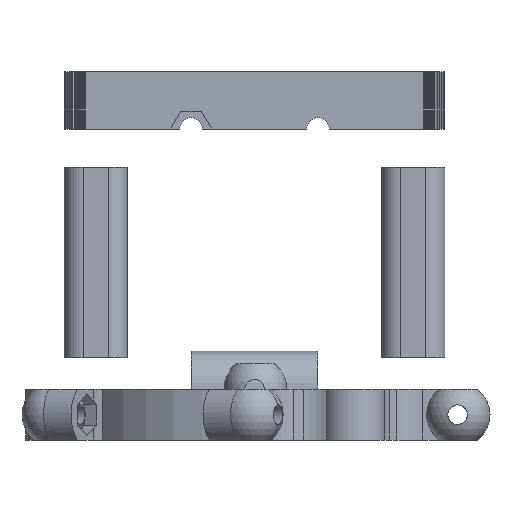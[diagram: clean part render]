
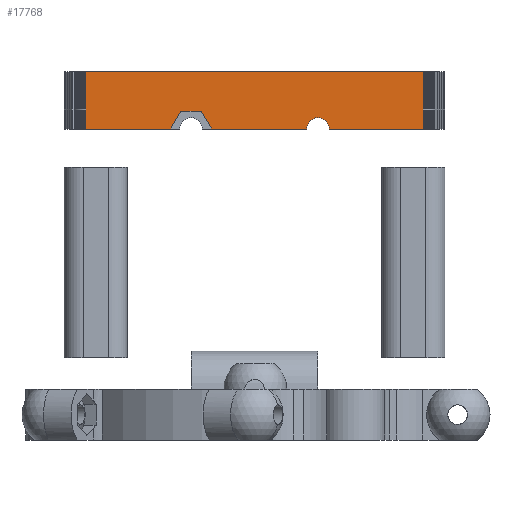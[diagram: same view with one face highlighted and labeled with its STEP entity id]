
A CAD part, left-side view. The second image highlights one B-rep face of the part: STEP entity #17768.
In plain terms, the highlighted planar face has unit normal (-1, 0, 0).
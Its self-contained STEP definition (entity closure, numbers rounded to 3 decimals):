
#16122 = VERTEX_POINT('',#16123);
#16123 = CARTESIAN_POINT('',(-10.999,13.25,41.));
#16129 = EDGE_CURVE('',#16122,#16130,#16132,.T.);
#16130 = VERTEX_POINT('',#16131);
#16131 = CARTESIAN_POINT('',(-10.999,26.564,41.));
#16132 = LINE('',#16133,#16134);
#16133 = CARTESIAN_POINT('',(-10.999,-26.564,41.));
#16134 = VECTOR('',#16135,1.);
#16135 = DIRECTION('',(0.,1.,0.));
#16496 = VERTEX_POINT('',#16497);
#16497 = CARTESIAN_POINT('',(-10.999,11.625,43.815));
#16503 = EDGE_CURVE('',#16122,#16496,#16504,.T.);
#16504 = LINE('',#16505,#16506);
#16505 = CARTESIAN_POINT('',(-10.999,9.807,
    46.964));
#16506 = VECTOR('',#16507,1.);
#16507 = DIRECTION('',(0.,-0.5,0.866));
#17749 = EDGE_CURVE('',#16130,#17750,#17752,.T.);
#17750 = VERTEX_POINT('',#17751);
#17751 = CARTESIAN_POINT('',(-10.999,26.564,50.));
#17752 = LINE('',#17753,#17754);
#17753 = CARTESIAN_POINT('',(-10.999,26.564,41.));
#17754 = VECTOR('',#17755,1.);
#17755 = DIRECTION('',(0.,0.,1.));
#17768 = ADVANCED_FACE('',(#17769),#17829,.T.);
#17769 = FACE_BOUND('',#17770,.T.);
#17770 = EDGE_LOOP('',(#17771,#17781,#17787,#17788,#17789,#17790,#17798,
    #17806,#17814,#17823));
#17771 = ORIENTED_EDGE('',*,*,#17772,.T.);
#17772 = EDGE_CURVE('',#17773,#17775,#17777,.T.);
#17773 = VERTEX_POINT('',#17774);
#17774 = CARTESIAN_POINT('',(-10.999,-26.564,41.));
#17775 = VERTEX_POINT('',#17776);
#17776 = CARTESIAN_POINT('',(-10.999,-26.564,50.));
#17777 = LINE('',#17778,#17779);
#17778 = CARTESIAN_POINT('',(-10.999,-26.564,41.));
#17779 = VECTOR('',#17780,1.);
#17780 = DIRECTION('',(0.,0.,1.));
#17781 = ORIENTED_EDGE('',*,*,#17782,.T.);
#17782 = EDGE_CURVE('',#17775,#17750,#17783,.T.);
#17783 = LINE('',#17784,#17785);
#17784 = CARTESIAN_POINT('',(-10.999,-26.564,50.));
#17785 = VECTOR('',#17786,1.);
#17786 = DIRECTION('',(0.,1.,0.));
#17787 = ORIENTED_EDGE('',*,*,#17749,.F.);
#17788 = ORIENTED_EDGE('',*,*,#16129,.F.);
#17789 = ORIENTED_EDGE('',*,*,#16503,.T.);
#17790 = ORIENTED_EDGE('',*,*,#17791,.T.);
#17791 = EDGE_CURVE('',#16496,#17792,#17794,.T.);
#17792 = VERTEX_POINT('',#17793);
#17793 = CARTESIAN_POINT('',(-10.999,8.375,43.815));
#17794 = LINE('',#17795,#17796);
#17795 = CARTESIAN_POINT('',(-10.999,4.188,43.815));
#17796 = VECTOR('',#17797,1.);
#17797 = DIRECTION('',(0.,-1.,0.));
#17798 = ORIENTED_EDGE('',*,*,#17799,.T.);
#17799 = EDGE_CURVE('',#17792,#17800,#17802,.T.);
#17800 = VERTEX_POINT('',#17801);
#17801 = CARTESIAN_POINT('',(-10.999,6.75,41.));
#17802 = LINE('',#17803,#17804);
#17803 = CARTESIAN_POINT('',(-10.999,6.881,
    41.226));
#17804 = VECTOR('',#17805,1.);
#17805 = DIRECTION('',(0.,-0.5,-0.866));
#17806 = ORIENTED_EDGE('',*,*,#17807,.F.);
#17807 = EDGE_CURVE('',#17808,#17800,#17810,.T.);
#17808 = VERTEX_POINT('',#17809);
#17809 = CARTESIAN_POINT('',(-10.999,-8.2,41.));
#17810 = LINE('',#17811,#17812);
#17811 = CARTESIAN_POINT('',(-10.999,-26.564,41.));
#17812 = VECTOR('',#17813,1.);
#17813 = DIRECTION('',(0.,1.,0.));
#17814 = ORIENTED_EDGE('',*,*,#17815,.T.);
#17815 = EDGE_CURVE('',#17808,#17816,#17818,.T.);
#17816 = VERTEX_POINT('',#17817);
#17817 = CARTESIAN_POINT('',(-10.999,-11.8,41.));
#17818 = CIRCLE('',#17819,1.8);
#17819 = AXIS2_PLACEMENT_3D('',#17820,#17821,#17822);
#17820 = CARTESIAN_POINT('',(-10.999,-10.,41.));
#17821 = DIRECTION('',(1.,0.,0.));
#17822 = DIRECTION('',(0.,-1.,0.));
#17823 = ORIENTED_EDGE('',*,*,#17824,.F.);
#17824 = EDGE_CURVE('',#17773,#17816,#17825,.T.);
#17825 = LINE('',#17826,#17827);
#17826 = CARTESIAN_POINT('',(-10.999,-26.564,41.));
#17827 = VECTOR('',#17828,1.);
#17828 = DIRECTION('',(0.,1.,0.));
#17829 = PLANE('',#17830);
#17830 = AXIS2_PLACEMENT_3D('',#17831,#17832,#17833);
#17831 = CARTESIAN_POINT('',(-10.999,0.,45.5));
#17832 = DIRECTION('',(-1.,0.,-0.));
#17833 = DIRECTION('',(0.,0.,-1.));
